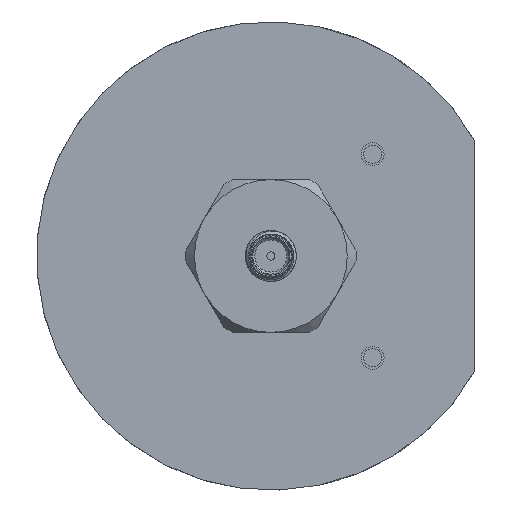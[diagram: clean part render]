
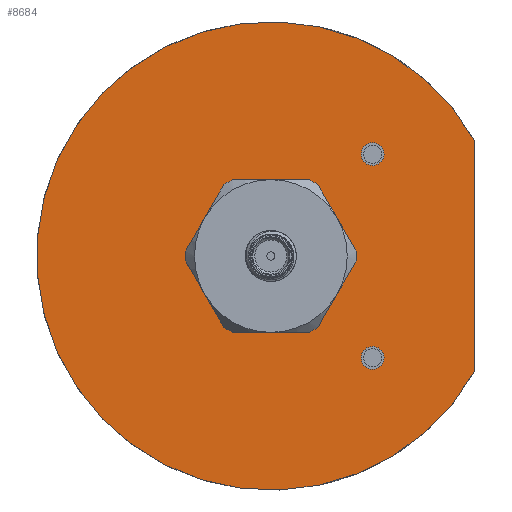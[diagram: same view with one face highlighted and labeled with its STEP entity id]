
A CAD part, left-side view. The second image highlights one B-rep face of the part: STEP entity #8684.
In plain terms, the highlighted planar face has unit normal (-1, 0, 0).
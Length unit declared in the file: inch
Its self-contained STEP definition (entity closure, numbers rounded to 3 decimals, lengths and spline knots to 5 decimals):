
#136 = ORIENTED_EDGE ( 'NONE', *, *, #3380, .F. ) ;
#259 = CARTESIAN_POINT ( 'NONE',  ( -1.335, -0.5, 0.556 ) ) ;
#344 = AXIS2_PLACEMENT_3D ( 'NONE', #2759, #1998, #7746 ) ;
#416 = EDGE_LOOP ( 'NONE', ( #4472 ) ) ;
#460 = EDGE_LOOP ( 'NONE', ( #6791 ) ) ;
#674 = AXIS2_PLACEMENT_3D ( 'NONE', #2369, #6555, #6026 ) ;
#1193 = FACE_BOUND ( 'NONE', #416, .T. ) ;
#1258 = VERTEX_POINT ( 'NONE', #2506 ) ;
#1385 = CARTESIAN_POINT ( 'NONE',  ( -1.335, -0.5, -0.5 ) ) ;
#1754 = VECTOR ( 'NONE', #2618, 39.37008 ) ;
#1812 = CARTESIAN_POINT ( 'NONE',  ( -1.335, -0.5, -0.444 ) ) ;
#1998 = DIRECTION ( 'NONE',  ( -1., 0., 0. ) ) ;
#2198 = AXIS2_PLACEMENT_3D ( 'NONE', #7742, #5754, #9259 ) ;
#2369 = CARTESIAN_POINT ( 'NONE',  ( -1.335, -0.5, 0.5 ) ) ;
#2484 = EDGE_CURVE ( 'NONE', #4609, #4609, #5360, .T. ) ;
#2506 = CARTESIAN_POINT ( 'NONE',  ( -1.335, -1., 0.56789 ) ) ;
#2618 = DIRECTION ( 'NONE',  ( 0., 0., -1. ) ) ;
#2686 = ORIENTED_EDGE ( 'NONE', *, *, #4737, .F. ) ;
#2714 = FACE_BOUND ( 'NONE', #460, .T. ) ;
#2759 = CARTESIAN_POINT ( 'NONE',  ( -1.335, 0., 0. ) ) ;
#3150 = VERTEX_POINT ( 'NONE', #8182 ) ;
#3378 = EDGE_CURVE ( 'NONE', #3150, #3150, #5862, .T. ) ;
#3380 = EDGE_CURVE ( 'NONE', #1258, #3829, #6278, .T. ) ;
#3829 = VERTEX_POINT ( 'NONE', #7405 ) ;
#4454 = CIRCLE ( 'NONE', #6882, 0.056 ) ;
#4472 = ORIENTED_EDGE ( 'NONE', *, *, #2484, .F. ) ;
#4609 = VERTEX_POINT ( 'NONE', #259 ) ;
#4737 = EDGE_CURVE ( 'NONE', #8323, #8323, #4454, .T. ) ;
#4943 = DIRECTION ( 'NONE',  ( -1., 0., 0. ) ) ;
#5360 = CIRCLE ( 'NONE', #674, 0.056 ) ;
#5467 = FACE_BOUND ( 'NONE', #8346, .T. ) ;
#5608 = FACE_OUTER_BOUND ( 'NONE', #8074, .T. ) ;
#5611 = DIRECTION ( 'NONE',  ( 0., 0., 1. ) ) ;
#5754 = DIRECTION ( 'NONE',  ( -1., 0., 0. ) ) ;
#5862 = CIRCLE ( 'NONE', #8582, 0.14906 ) ;
#6009 = EDGE_CURVE ( 'NONE', #1258, #3829, #8412, .T. ) ;
#6026 = DIRECTION ( 'NONE',  ( 0., 0., 1. ) ) ;
#6278 = LINE ( 'NONE', #6330, #1754 ) ;
#6330 = CARTESIAN_POINT ( 'NONE',  ( -1.335, -1., 0. ) ) ;
#6422 = CARTESIAN_POINT ( 'NONE',  ( -1.335, 0., 0. ) ) ;
#6555 = DIRECTION ( 'NONE',  ( -1., 0., 0. ) ) ;
#6791 = ORIENTED_EDGE ( 'NONE', *, *, #3378, .F. ) ;
#6882 = AXIS2_PLACEMENT_3D ( 'NONE', #1385, #4943, #5611 ) ;
#7405 = CARTESIAN_POINT ( 'NONE',  ( -1.335, -1., -0.56789 ) ) ;
#7742 = CARTESIAN_POINT ( 'NONE',  ( -1.335, 0., 0. ) ) ;
#7746 = DIRECTION ( 'NONE',  ( 0., 1., 0. ) ) ;
#8074 = EDGE_LOOP ( 'NONE', ( #136, #8168 ) ) ;
#8168 = ORIENTED_EDGE ( 'NONE', *, *, #6009, .T. ) ;
#8182 = CARTESIAN_POINT ( 'NONE',  ( -1.335, -0.14906, 0. ) ) ;
#8323 = VERTEX_POINT ( 'NONE', #1812 ) ;
#8346 = EDGE_LOOP ( 'NONE', ( #2686 ) ) ;
#8412 = CIRCLE ( 'NONE', #2198, 1.15 ) ;
#8508 = PLANE ( 'NONE',  #344 ) ;
#8582 = AXIS2_PLACEMENT_3D ( 'NONE', #6422, #9317, #8613 ) ;
#8613 = DIRECTION ( 'NONE',  ( 0., -1., 0. ) ) ;
#8684 = ADVANCED_FACE ( 'NONE', ( #2714, #5467, #1193, #5608 ), #8508, .T. ) ;
#9259 = DIRECTION ( 'NONE',  ( 0., -1., 0. ) ) ;
#9317 = DIRECTION ( 'NONE',  ( -1., 0., 0. ) ) ;
